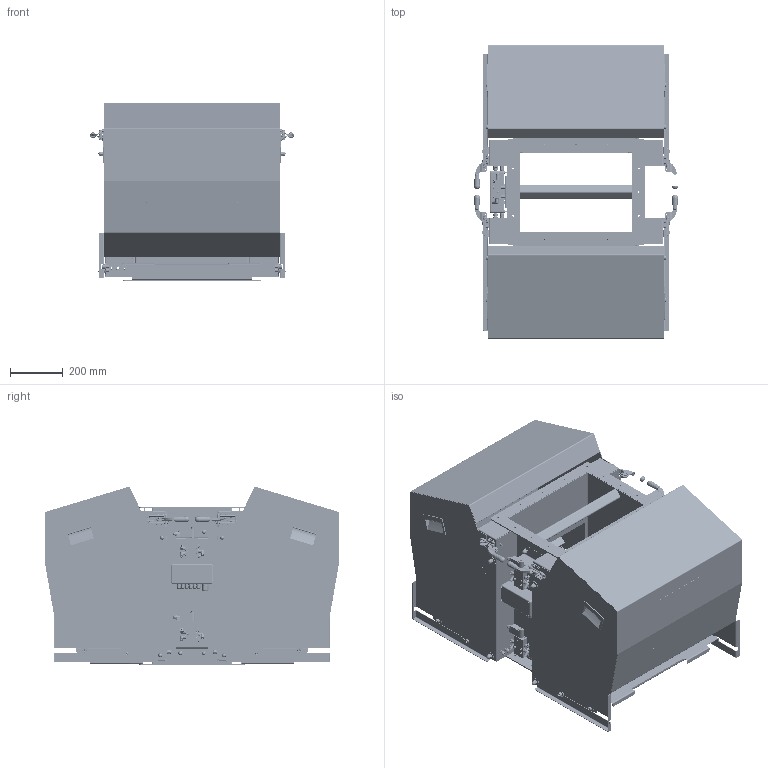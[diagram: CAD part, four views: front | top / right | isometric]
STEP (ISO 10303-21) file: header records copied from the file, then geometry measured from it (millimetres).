
FILE_DESCRIPTION(/* description */ (''),/* implementation_level */ '2;1');
FILE_NAME(/* name */ 'E0102164.stp',/* time_stamp */ '2023-11-23T12:12:29+01:00',/* author */ ('dk'),/* organization */ (''),/* preprocessor_version */ 'ST-DEVELOPER v18.1',/* originating_system */ 'Autodesk Inventor 2021',/* authorisation */ '');
FILE_SCHEMA (('AUTOMOTIVE_DESIGN { 1 0 10303 214 3 1 1 }'));
Products named in the file (1): Part3
Bounding box: 773.08 x 1115.09 x 675.94 mm (x, y, z)
Volume: 11795616.7 mm3; surface area: 9392125.1 mm2
Topology: 16 solids, 129 shells, 11738 faces, 29096 edges, 18635 vertices
Faces by surface type: plane 6923, cylinder 3212, cone 1018, bspline 432, torus 109, sphere 44
Full cylindrical faces by diameter (mm): 0.1 x720, 2 x3, 2.2 x2, 2.459 x2, 2.5 x26, 3 x2, 3.2 x16, 3.228 x4, 3.242 x6, 3.925 x2, 3.95 x4, 4 x42, 4.134 x2, 4.5 x2, 4.6 x20, 4.763 x12, 4.826 x20, 5 x14, 5.5 x6, 5.588 x8, 5.8 x2, 5.9 x2, 6 x38, 6.4 x8, 6.6 x10, 6.647 x32, 6.731 x16, 6.858 x8, 6.928 x2, 7 x24
Entity records: 369815 total; most frequent: CARTESIAN_POINT 79584, ORIENTED_EDGE 58000, DIRECTION 57751, EDGE_CURVE 29000, AXIS2_PLACEMENT_3D 20966, VERTEX_POINT 18635, LINE 15819, VECTOR 15819
